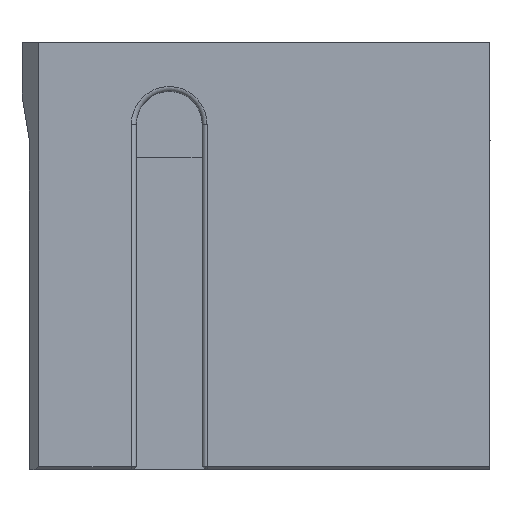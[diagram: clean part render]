
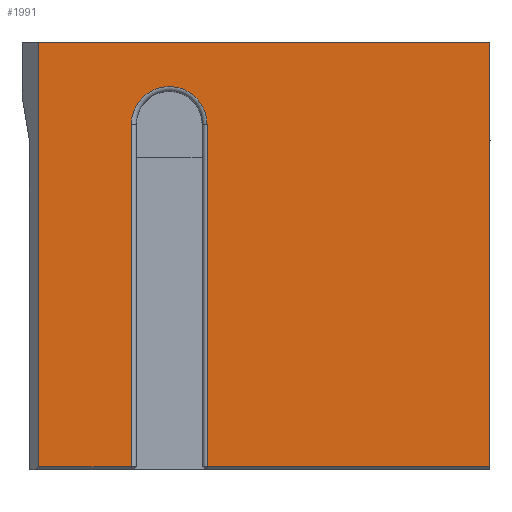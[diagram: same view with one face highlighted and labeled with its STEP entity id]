
A CAD part, front view. The second image highlights one B-rep face of the part: STEP entity #1991.
In plain terms, the highlighted planar face has unit normal (0, -1, 0).
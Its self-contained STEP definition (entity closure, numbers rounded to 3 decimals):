
#89=CIRCLE('',#2132,2.3);
#144=FACE_OUTER_BOUND('',#254,.T.);
#254=EDGE_LOOP('',(#1490,#1491,#1492,#1493,#1494,#1495,#1496,#1497));
#357=LINE('',#2810,#593);
#395=LINE('',#2889,#631);
#418=LINE('',#3116,#654);
#441=LINE('',#3178,#677);
#442=LINE('',#3180,#678);
#443=LINE('',#3182,#679);
#444=LINE('',#3185,#680);
#593=VECTOR('',#2271,10.);
#631=VECTOR('',#2337,10.);
#654=VECTOR('',#2390,10.);
#677=VECTOR('',#2433,10.);
#678=VECTOR('',#2436,10.);
#679=VECTOR('',#2437,10.);
#680=VECTOR('',#2440,10.);
#832=VERTEX_POINT('',#2807);
#833=VERTEX_POINT('',#2809);
#859=VERTEX_POINT('',#2886);
#860=VERTEX_POINT('',#2888);
#886=VERTEX_POINT('',#3111);
#909=VERTEX_POINT('',#3174);
#910=VERTEX_POINT('',#3181);
#911=VERTEX_POINT('',#3183);
#1024=EDGE_CURVE('',#832,#833,#357,.T.);
#1064=EDGE_CURVE('',#859,#860,#395,.T.);
#1103=EDGE_CURVE('',#833,#886,#418,.T.);
#1133=EDGE_CURVE('',#909,#859,#441,.T.);
#1134=EDGE_CURVE('',#860,#832,#442,.T.);
#1135=EDGE_CURVE('',#910,#909,#443,.T.);
#1136=EDGE_CURVE('',#911,#910,#89,.T.);
#1137=EDGE_CURVE('',#886,#911,#444,.T.);
#1490=ORIENTED_EDGE('',*,*,#1103,.F.);
#1491=ORIENTED_EDGE('',*,*,#1024,.F.);
#1492=ORIENTED_EDGE('',*,*,#1134,.F.);
#1493=ORIENTED_EDGE('',*,*,#1064,.F.);
#1494=ORIENTED_EDGE('',*,*,#1133,.F.);
#1495=ORIENTED_EDGE('',*,*,#1135,.F.);
#1496=ORIENTED_EDGE('',*,*,#1136,.F.);
#1497=ORIENTED_EDGE('',*,*,#1137,.F.);
#1907=PLANE('',#2131);
#1991=ADVANCED_FACE('',(#144),#1907,.T.);
#2131=AXIS2_PLACEMENT_3D('',#3179,#2434,#2435);
#2132=AXIS2_PLACEMENT_3D('',#3184,#2438,#2439);
#2271=DIRECTION('',(0.,0.,-1.));
#2337=DIRECTION('',(0.,0.,1.));
#2390=DIRECTION('',(-1.,0.,0.));
#2433=DIRECTION('',(-1.,0.,0.));
#2434=DIRECTION('center_axis',(0.,-1.,0.));
#2435=DIRECTION('ref_axis',(0.,0.,-1.));
#2436=DIRECTION('',(1.,0.,0.));
#2437=DIRECTION('',(0.,0.,-1.));
#2438=DIRECTION('center_axis',(0.,-1.,0.));
#2439=DIRECTION('ref_axis',(0.,0.,1.));
#2440=DIRECTION('',(0.,0.,1.));
#2807=CARTESIAN_POINT('',(28.,-13.,-2.));
#2809=CARTESIAN_POINT('',(28.,-13.,-27.8));
#2810=CARTESIAN_POINT('',(28.,-13.,-4.));
#2886=CARTESIAN_POINT('',(0.55,-13.,-27.8));
#2888=CARTESIAN_POINT('',(0.55,-13.,-2.));
#2889=CARTESIAN_POINT('',(0.55,-13.,-2.));
#3111=CARTESIAN_POINT('',(10.8,-13.,-27.8));
#3116=CARTESIAN_POINT('',(0.,-13.,-27.8));
#3174=CARTESIAN_POINT('',(6.2,-13.,-27.8));
#3178=CARTESIAN_POINT('',(0.,-13.,-27.8));
#3179=CARTESIAN_POINT('Origin',(0.,-13.,-2.));
#3180=CARTESIAN_POINT('',(-0.45,-13.,-2.));
#3181=CARTESIAN_POINT('',(6.2,-13.,-7.));
#3182=CARTESIAN_POINT('',(6.2,-13.,-15.));
#3183=CARTESIAN_POINT('',(10.8,-13.,-7.));
#3184=CARTESIAN_POINT('Origin',(8.5,-13.,-7.));
#3185=CARTESIAN_POINT('',(10.8,-13.,-4.5));
